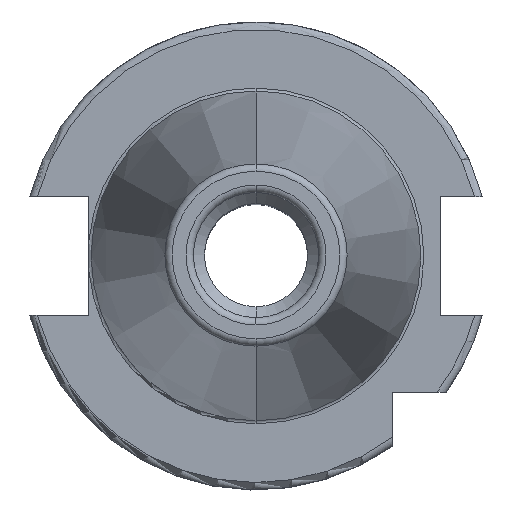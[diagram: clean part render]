
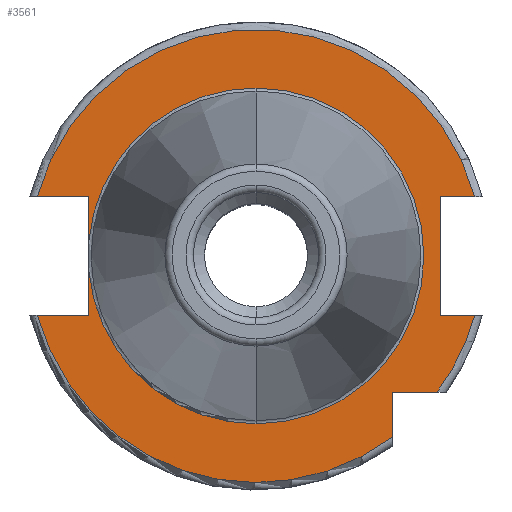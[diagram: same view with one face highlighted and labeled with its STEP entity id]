
A CAD part, top view. The second image highlights one B-rep face of the part: STEP entity #3561.
In plain terms, the highlighted planar face has unit normal (0, 0, 1).
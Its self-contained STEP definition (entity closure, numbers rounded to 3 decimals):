
#829=CARTESIAN_POINT('',(0,0,15.9));
#830=DIRECTION('',(0,0,-1));
#831=DIRECTION('',(0,1,0));
#832=AXIS2_PLACEMENT_3D('',#829,#830,#831);
#844=CARTESIAN_POINT('',(0,0,15.9));
#845=DIRECTION('',(0,0,1));
#846=DIRECTION('',(0,1,0));
#847=AXIS2_PLACEMENT_3D('',#844,#845,#846);
#859=CARTESIAN_POINT('',(0,0,15.9));
#860=DIRECTION('',(0,0,1));
#861=DIRECTION('',(-0.996,-0.094,0));
#862=AXIS2_PLACEMENT_3D('',#859,#860,#861);
#915=DIRECTION('',(1,0,0));
#916=VECTOR('',#915,7.004);
#917=CARTESIAN_POINT('',(-29.704,-8.05,15.9));
#918=LINE('',#917,#916);
#919=DIRECTION('',(0,1,0));
#920=VECTOR('',#919,5.917);
#921=CARTESIAN_POINT('',(-22.7,-8.05,15.9));
#922=LINE('',#921,#920);
#923=DIRECTION('',(0,1,0));
#924=VECTOR('',#923,5.917);
#925=CARTESIAN_POINT('',(-22.7,2.133,15.9));
#926=LINE('',#925,#924);
#927=DIRECTION('',(1,0,0));
#928=VECTOR('',#927,7.004);
#929=CARTESIAN_POINT('',(-29.704,8.05,15.9));
#930=LINE('',#929,#928);
#931=DIRECTION('',(-1,0,0));
#932=VECTOR('',#931,4.704);
#933=CARTESIAN_POINT('',(29.704,8.05,15.9));
#934=LINE('',#933,#932);
#935=DIRECTION('',(0,-1,0));
#936=VECTOR('',#935,16.1);
#937=CARTESIAN_POINT('',(25,8.05,15.9));
#938=LINE('',#937,#936);
#939=DIRECTION('',(-1,0,0));
#940=VECTOR('',#939,4.704);
#941=CARTESIAN_POINT('',(29.704,-8.05,15.9));
#942=LINE('',#941,#940);
#943=CARTESIAN_POINT('',(0,0,15.9));
#944=DIRECTION('',(0,0,1));
#945=DIRECTION('',(0.799,-0.601,0));
#946=AXIS2_PLACEMENT_3D('',#943,#944,#945);
#948=DIRECTION('',(-1,0,0));
#949=VECTOR('',#948,6.094);
#950=CARTESIAN_POINT('',(24.594,-18.5,15.9));
#951=LINE('',#950,#949);
#952=DIRECTION('',(0,1,0));
#953=VECTOR('',#952,6.094);
#954=CARTESIAN_POINT('',(18.5,-24.594,15.9));
#955=LINE('',#954,#953);
#1539=CARTESIAN_POINT('',(0,0,15.9));
#1540=DIRECTION('',(0,0,1));
#1541=DIRECTION('',(0.965,0.262,0));
#1542=AXIS2_PLACEMENT_3D('',#1539,#1540,#1541);
#1590=CARTESIAN_POINT('',(0,0,15.9));
#1591=DIRECTION('',(0,0,1));
#1592=DIRECTION('',(-0.965,-0.262,0));
#1593=AXIS2_PLACEMENT_3D('',#1590,#1591,#1592);
#1772=CARTESIAN_POINT('',(0,22.8,15.9));
#1774=VERTEX_POINT('',#1772);
#1794=CARTESIAN_POINT('',(0,-22.8,15.9));
#1796=VERTEX_POINT('',#1794);
#1942=CARTESIAN_POINT('',(-29.704,-8.05,15.9));
#1943=CARTESIAN_POINT('',(-22.7,-8.05,15.9));
#1944=VERTEX_POINT('',#1942);
#1945=VERTEX_POINT('',#1943);
#1946=CARTESIAN_POINT('',(-22.7,-2.133,15.9));
#1947=VERTEX_POINT('',#1946);
#1948=CARTESIAN_POINT('',(-22.7,2.133,15.9));
#1949=CARTESIAN_POINT('',(-22.7,8.05,15.9));
#1950=VERTEX_POINT('',#1948);
#1951=VERTEX_POINT('',#1949);
#1952=CARTESIAN_POINT('',(-29.704,8.05,15.9));
#1953=VERTEX_POINT('',#1952);
#1954=CARTESIAN_POINT('',(25,8.05,15.9));
#1955=CARTESIAN_POINT('',(25,-8.05,15.9));
#1956=VERTEX_POINT('',#1954);
#1957=VERTEX_POINT('',#1955);
#1958=CARTESIAN_POINT('',(29.704,-8.05,15.9));
#1959=VERTEX_POINT('',#1958);
#1960=CARTESIAN_POINT('',(29.704,8.05,15.9));
#1961=VERTEX_POINT('',#1960);
#1962=CARTESIAN_POINT('',(18.5,-24.594,15.9));
#1963=CARTESIAN_POINT('',(18.5,-18.5,15.9));
#1964=VERTEX_POINT('',#1962);
#1965=VERTEX_POINT('',#1963);
#1966=CARTESIAN_POINT('',(24.594,-18.5,15.9));
#1967=VERTEX_POINT('',#1966);
#3530=CARTESIAN_POINT('',(0,0,15.9));
#3531=DIRECTION('',(0,0,-1));
#3532=DIRECTION('',(0,-1,0));
#3533=AXIS2_PLACEMENT_3D('',#3530,#3531,#3532);
#3534=PLANE('',#3533);
#3535=ORIENTED_EDGE('',*,*,#3503,.T.);
#3536=ORIENTED_EDGE('',*,*,#3454,.T.);
#3537=ORIENTED_EDGE('',*,*,#3437,.T.);
#3538=ORIENTED_EDGE('',*,*,#3417,.F.);
#3539=ORIENTED_EDGE('',*,*,#3432,.T.);
#3540=ORIENTED_EDGE('',*,*,#3451,.T.);
#3542=ORIENTED_EDGE('',*,*,#3541,.F.);
#3544=ORIENTED_EDGE('',*,*,#3543,.F.);
#3546=ORIENTED_EDGE('',*,*,#3545,.T.);
#3548=ORIENTED_EDGE('',*,*,#3547,.T.);
#3550=ORIENTED_EDGE('',*,*,#3549,.F.);
#3552=ORIENTED_EDGE('',*,*,#3551,.F.);
#3554=ORIENTED_EDGE('',*,*,#3553,.T.);
#3556=ORIENTED_EDGE('',*,*,#3555,.F.);
#3558=ORIENTED_EDGE('',*,*,#3557,.F.);
#3559=EDGE_LOOP('',(#3535,#3536,#3537,#3538,#3539,#3540,#3542,#3544,#3546,#3548,
#3550,#3552,#3554,#3556,#3558));
#3560=FACE_OUTER_BOUND('',#3559,.F.);
#3561=ADVANCED_FACE('',(#3560),#3534,.F.);
#833=CIRCLE('',#832,22.8);
#848=CIRCLE('',#847,22.8);
#863=CIRCLE('',#862,22.8);
#947=CIRCLE('',#946,30.775);
#1543=CIRCLE('',#1542,30.775);
#1594=CIRCLE('',#1593,30.775);
#3417=EDGE_CURVE('',#1774,#1796,#833,.T.);
#3432=EDGE_CURVE('',#1774,#1950,#848,.T.);
#3437=EDGE_CURVE('',#1947,#1796,#863,.T.);
#3451=EDGE_CURVE('',#1950,#1951,#926,.T.);
#3454=EDGE_CURVE('',#1945,#1947,#922,.T.);
#3503=EDGE_CURVE('',#1944,#1945,#918,.T.);
#3541=EDGE_CURVE('',#1953,#1951,#930,.T.);
#3543=EDGE_CURVE('',#1961,#1953,#1543,.T.);
#3545=EDGE_CURVE('',#1961,#1956,#934,.T.);
#3547=EDGE_CURVE('',#1956,#1957,#938,.T.);
#3549=EDGE_CURVE('',#1959,#1957,#942,.T.);
#3551=EDGE_CURVE('',#1967,#1959,#947,.T.);
#3553=EDGE_CURVE('',#1967,#1965,#951,.T.);
#3555=EDGE_CURVE('',#1964,#1965,#955,.T.);
#3557=EDGE_CURVE('',#1944,#1964,#1594,.T.);
